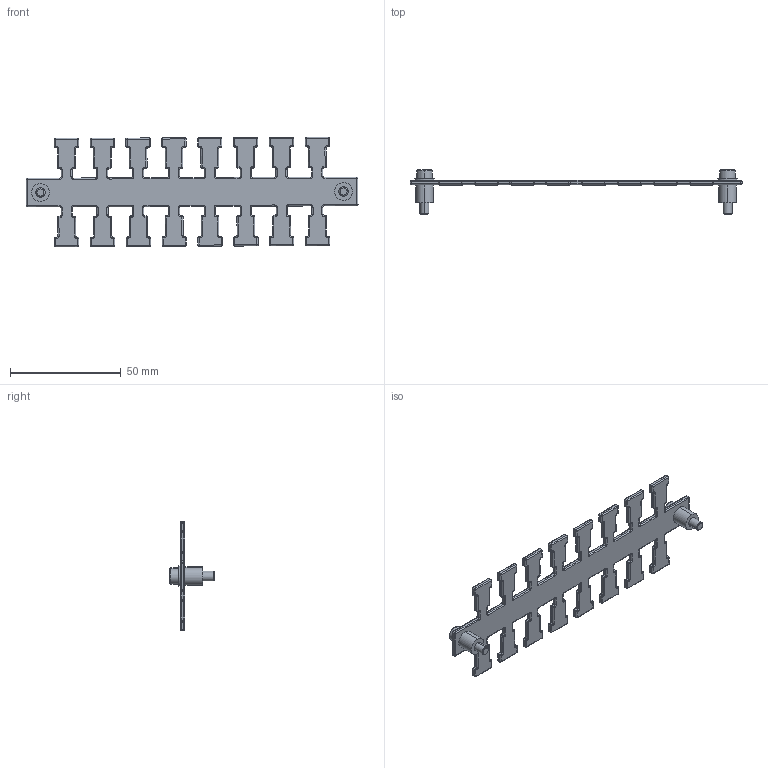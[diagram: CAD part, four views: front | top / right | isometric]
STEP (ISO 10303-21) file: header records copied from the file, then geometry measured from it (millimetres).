
FILE_DESCRIPTION (( 'STEP AP214' ), '1' );
FILE_NAME ('1041-013.STEP', '2024-08-28T08:00:51', ( '' ), ( '' ), 'SwSTEP 2.0', 'SolidWorks 2022', '' );
FILE_SCHEMA (( 'AUTOMOTIVE_DESIGN' ));
Length unit declared in the file: millimetre
Products named in the file (5): 8010-011_DIN 912 M4 x 16 --- 16C; 1041-021; 1041-013; 8010-012; 1041-034
Assembly tree (7 placements, depth 2):
  1041-013
    1041-021  x2
    8010-011_DIN 912 M4 x 16 --- 16C  x2
    8010-012  x2
    1041-034
Bounding box: 150.14 x 20 x 49.41 mm (x, y, z)
Volume: 9652.8 mm3; surface area: 11912 mm2
Topology: 7 solids, 7 shells, 1276 faces, 2952 edges, 1490 vertices
Faces by surface type: cylinder 616, plane 236, torus 208, sphere 200, cone 16
Entity records: 33078 total; most frequent: DIRECTION 6582, CARTESIAN_POINT 5340, ORIENTED_EDGE 5320, AXIS2_PLACEMENT_3D 2679, EDGE_CURVE 2660, VERTEX_POINT 1437, CIRCLE 1436, EDGE_LOOP 1243
